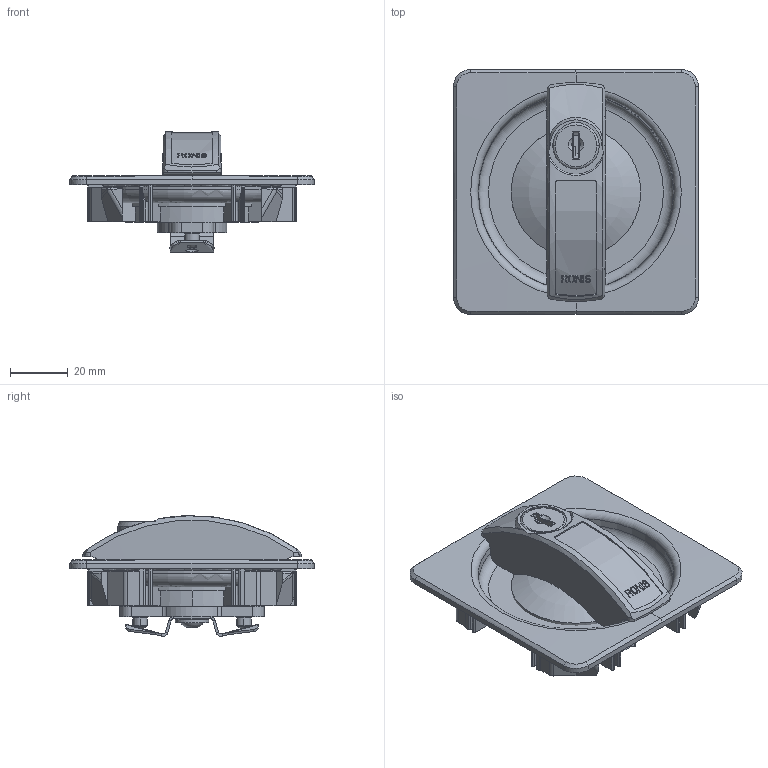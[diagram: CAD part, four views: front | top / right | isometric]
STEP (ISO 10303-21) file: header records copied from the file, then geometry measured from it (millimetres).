
FILE_DESCRIPTION((''),'2;1');
FILE_NAME('CTS_23500_ASM','2022-01-31T16:30:46',('SNRD'),(''),'CREO PARAMETRIC BY PTC INC, 2018500','CREO PARAMETRIC BY PTC INC, 2018500','');
FILE_SCHEMA(('CONFIG_CONTROL_DESIGN'));
Length unit declared in the file: millimetre
Products named in the file (8): 166173; 225001; 247403; 127046; 130003; 130202; 286086; CTS_23500_ASM
Assembly tree (7 placements, depth 2):
  CTS_23500_ASM
    166173
    225001
    247403
    127046
    130003
    130202
    286086
Bounding box: 85 x 85 x 41.84 mm (x, y, z)
Volume: 69711.6 mm3; surface area: 39899.3 mm2
Topology: 7 solids, 9 shells, 903 faces, 2477 edges, 1613 vertices
Faces by surface type: plane 459, cylinder 252, cone 65, torus 63, bspline 45, sphere 19
Entity records: 31444 total; most frequent: CARTESIAN_POINT 8891, ORIENTED_EDGE 4954, DIRECTION 4378, EDGE_CURVE 2477, VERTEX_POINT 1613, AXIS2_PLACEMENT_3D 1549, VECTOR 1280, LINE 1280
